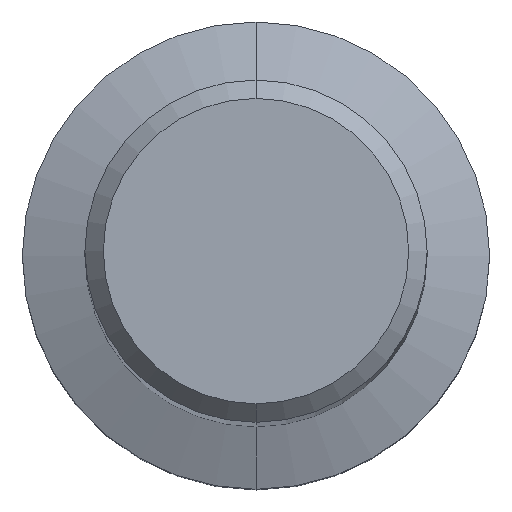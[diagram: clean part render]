
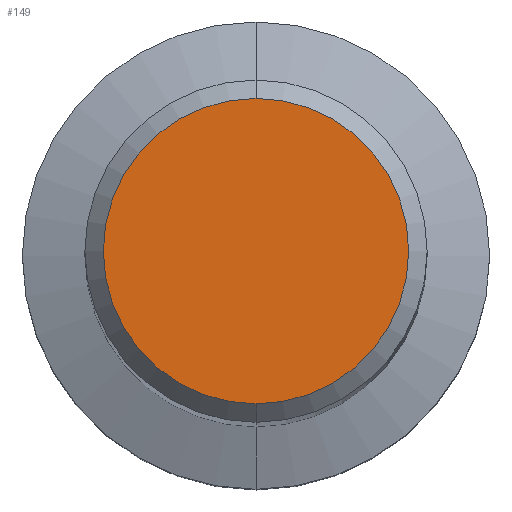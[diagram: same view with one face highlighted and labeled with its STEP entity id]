
A CAD part, top view. The second image highlights one B-rep face of the part: STEP entity #149.
In plain terms, the highlighted planar face has unit normal (0, 0, 1).
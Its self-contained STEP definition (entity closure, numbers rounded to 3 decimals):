
#127=EDGE_CURVE('',#211,#157,#326,.T.);
#149=ADVANCED_FACE('',(#349),#350,.T.);
#157=VERTEX_POINT('',#358);
#211=VERTEX_POINT('',#421);
#277=EDGE_CURVE('',#157,#211,#496,.T.);
#326=CIRCLE('',#543,4.15);
#349=FACE_OUTER_BOUND('',#577,.T.);
#350=PLANE('',#578);
#358=CARTESIAN_POINT('',(0.0,4.15,0.0));
#421=CARTESIAN_POINT('',(0.,-4.15,0.0));
#496=CIRCLE('',#757,4.15);
#543=AXIS2_PLACEMENT_3D('',#801,#802,#803);
#577=EDGE_LOOP('',(#826,#827));
#578=AXIS2_PLACEMENT_3D('',#828,#829,#830);
#757=AXIS2_PLACEMENT_3D('',#1014,#1015,#1016);
#801=CARTESIAN_POINT('',(0.0,0.0,0.0));
#802=DIRECTION('',(0.0,0.0,-1.0));
#803=DIRECTION('',(0.0,1.0,0.0));
#826=ORIENTED_EDGE('',*,*,#277,.F.);
#827=ORIENTED_EDGE('',*,*,#127,.F.);
#828=CARTESIAN_POINT('',(0.0,2.075,0.0));
#829=DIRECTION('',(-0.0,0.0,1.0));
#830=DIRECTION('',(0.0,-1.0,0.0));
#1014=CARTESIAN_POINT('',(0.0,0.0,0.0));
#1015=DIRECTION('',(0.0,0.0,-1.0));
#1016=DIRECTION('',(0.0,1.0,0.0));
